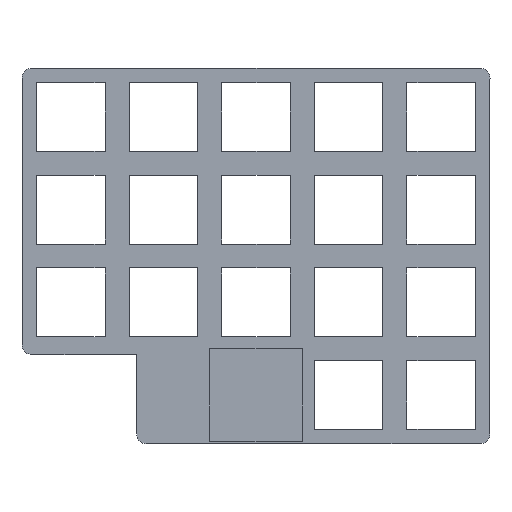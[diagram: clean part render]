
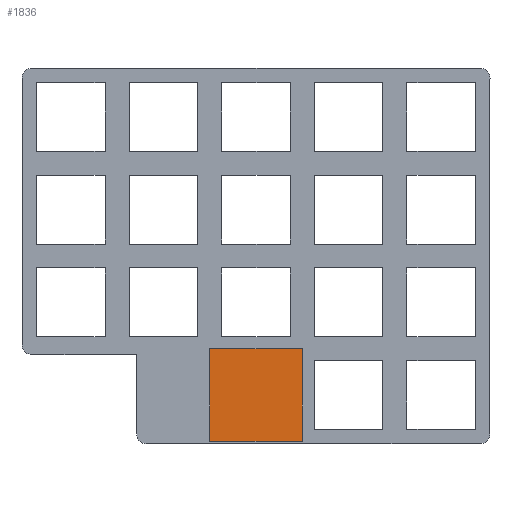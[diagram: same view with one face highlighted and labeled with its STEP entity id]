
A CAD part, top view. The second image highlights one B-rep face of the part: STEP entity #1836.
In plain terms, the highlighted planar face has unit normal (0, 0, 1).
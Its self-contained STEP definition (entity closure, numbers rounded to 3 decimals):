
#155=FACE_OUTER_BOUND('',#276,.T.);
#276=EDGE_LOOP('',(#1661,#1662,#1663,#1664));
#507=LINE('',#2876,#746);
#510=LINE('',#2882,#749);
#513=LINE('',#2888,#752);
#516=LINE('',#2892,#755);
#746=VECTOR('',#2369,10.);
#749=VECTOR('',#2374,10.);
#752=VECTOR('',#2379,10.);
#755=VECTOR('',#2384,10.);
#916=VERTEX_POINT('',#2873);
#917=VERTEX_POINT('',#2875);
#919=VERTEX_POINT('',#2881);
#921=VERTEX_POINT('',#2887);
#1161=EDGE_CURVE('',#917,#916,#507,.T.);
#1164=EDGE_CURVE('',#919,#917,#510,.T.);
#1167=EDGE_CURVE('',#921,#919,#513,.T.);
#1170=EDGE_CURVE('',#916,#921,#516,.T.);
#1661=ORIENTED_EDGE('',*,*,#1170,.T.);
#1662=ORIENTED_EDGE('',*,*,#1167,.T.);
#1663=ORIENTED_EDGE('',*,*,#1164,.T.);
#1664=ORIENTED_EDGE('',*,*,#1161,.T.);
#1749=PLANE('',#1949);
#1836=ADVANCED_FACE('',(#155),#1749,.T.);
#1949=AXIS2_PLACEMENT_3D('',#2893,#2385,#2386);
#2369=DIRECTION('',(1.,0.,0.));
#2374=DIRECTION('',(0.,-1.,0.));
#2379=DIRECTION('',(-1.,0.,0.));
#2384=DIRECTION('',(0.,1.,0.));
#2385=DIRECTION('center_axis',(0.,0.,1.));
#2386=DIRECTION('ref_axis',(1.,0.,0.));
#2873=CARTESIAN_POINT('',(61.5,4.5,14.25));
#2875=CARTESIAN_POINT('',(42.5,4.5,14.25));
#2876=CARTESIAN_POINT('',(42.5,4.5,14.25));
#2881=CARTESIAN_POINT('',(42.5,23.5,14.25));
#2882=CARTESIAN_POINT('',(42.5,23.5,14.25));
#2887=CARTESIAN_POINT('',(61.5,23.5,14.25));
#2888=CARTESIAN_POINT('',(61.5,23.5,14.25));
#2892=CARTESIAN_POINT('',(61.5,4.5,14.25));
#2893=CARTESIAN_POINT('Origin',(52.,14.,14.25));
